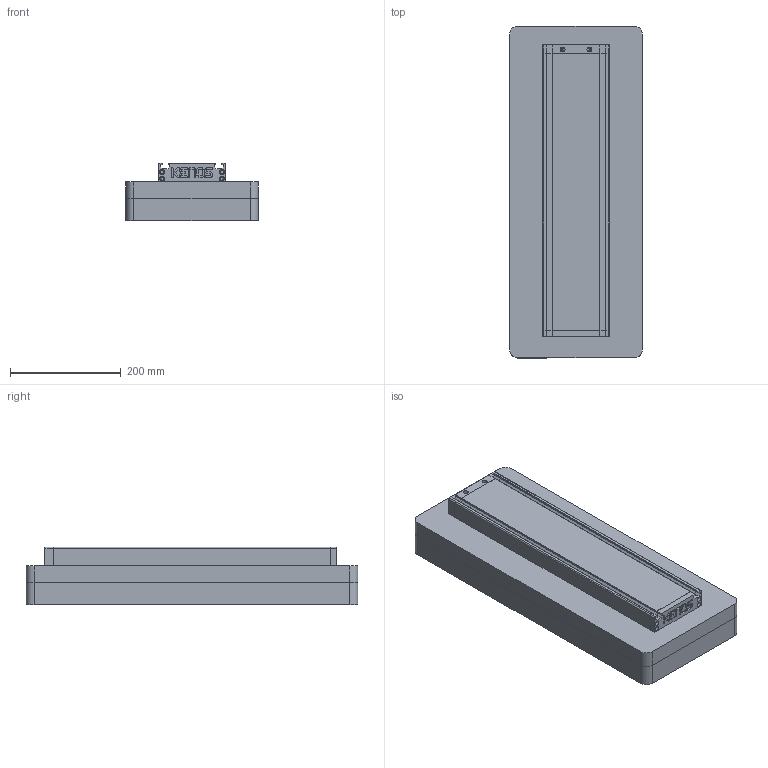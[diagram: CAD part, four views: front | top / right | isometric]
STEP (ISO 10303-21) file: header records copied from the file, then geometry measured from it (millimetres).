
FILE_DESCRIPTION(/* description */ ('Unknown'),/* implementation_level */ '2;1');
FILE_NAME(/* name */ 'KVGL_A06E_B07_C08_D04_EX_G062440',/* time_stamp */ '2017-12-19T10:53:37+01:00',/* author */ ('Unknown'),/* organization */ ('Unknown'),/* preprocessor_version */ 'ST-DEVELOPER v16.7',/* originating_system */ 'DEX',/* authorisation */ $);
FILE_SCHEMA (('AUTOMOTIVE_DESIGN {1 0 10303 214 3 1 1}'));
Length unit declared in the file: millimetre
Products named in the file (12): KVGL_A06E_B07_C08_D04_EX_G062440; KVGLS_PROF_600_COAX; PROFILE_KVGLS_600_COAX; KVGLS_GABLE_B_COAX; SUPPLY COVER-KVGLS; KVGLS_GABLE_A; COVER-TCH-KVGL; KVGL_BC_A_BLANK; KVGLS_FOAM_600X240X40; FOAM_KVGLS_600x240x40; KVGLS_BODY_600X240; BASIC_BODY_KVGL_600X240
Assembly tree (11 placements, depth 3):
  KVGL_A06E_B07_C08_D04_EX_G062440
    KVGLS_PROF_600_COAX
      PROFILE_KVGLS_600_COAX
    KVGLS_GABLE_B_COAX
      SUPPLY COVER-KVGLS
    KVGLS_GABLE_A
      COVER-TCH-KVGL
    KVGL_BC_A_BLANK
    KVGLS_FOAM_600X240X40
      FOAM_KVGLS_600x240x40
    KVGLS_BODY_600X240
      BASIC_BODY_KVGL_600X240
Bounding box: 240 x 600 x 104 mm (x, y, z)
Volume: 12098941.5 mm3; surface area: 910941.8 mm2
Topology: 5 solids, 5 shells, 230 faces, 617 edges, 411 vertices
Faces by surface type: plane 137, cylinder 84, cone 9
Full cylindrical faces by diameter (mm): 3 x1, 3.242 x2, 5 x3, 5.5 x8, 8 x1, 8.566 x2, 9 x8, 11.445 x1
Entity records: 7239 total; most frequent: CARTESIAN_POINT 1233, DIRECTION 1218, ORIENTED_EDGE 1136, EDGE_CURVE 568, AXIS2_PLACEMENT_3D 412, VERTEX_POINT 399, LINE 394, VECTOR 394
